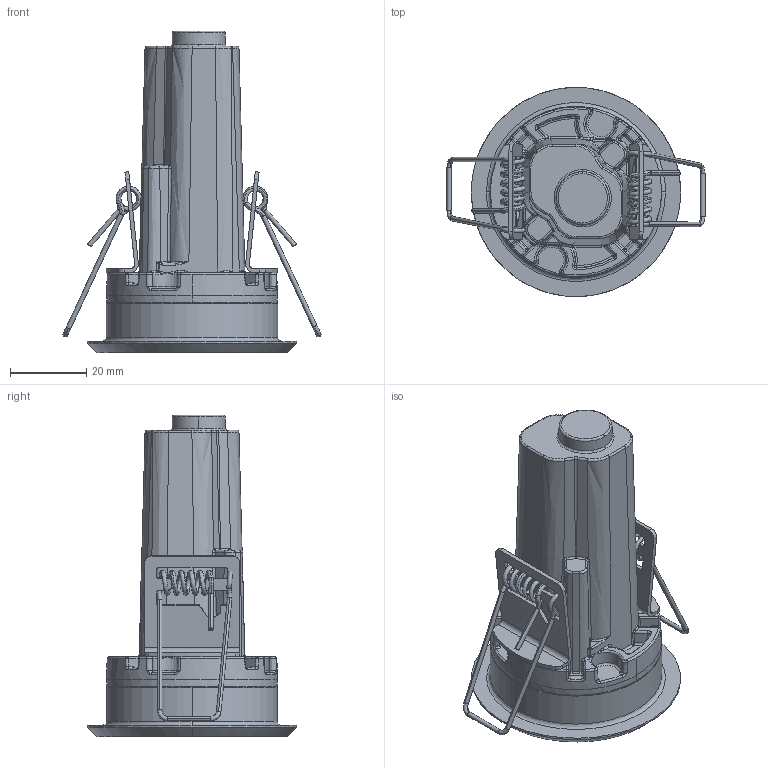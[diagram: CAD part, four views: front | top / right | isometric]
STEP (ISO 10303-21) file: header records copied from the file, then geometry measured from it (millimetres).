
FILE_DESCRIPTION(/* description */ (''),/* implementation_level */ '2;1');
FILE_NAME(/* name */ 'T408050_EGO 55 DL TONDO',/* time_stamp */ '2018-02-05T10:51:42+01:00',/* author */ (''),/* organization */ (''),/* preprocessor_version */ 'ST-DEVELOPER v15',/* originating_system */ '',/* authorisation */ '');
FILE_SCHEMA (('CONFIG_CONTROL_DESIGN'));
Length unit declared in the file: millimetre
Products named in the file (1): Document
Bounding box: 67.8 x 54.95 x 84.59 mm (x, y, z)
Volume: 23521.6 mm3; surface area: 24461.7 mm2
Topology: 8 solids, 11 shells, 743 faces, 1859 edges, 1013 vertices
Faces by surface type: bspline 608, plane 135
Entity records: 36918 total; most frequent: CARTESIAN_POINT 27347, ORIENTED_EDGE 3497, EDGE_CURVE 1764, VERTEX_POINT 1014, EDGE_LOOP 750, ADVANCED_FACE 739, FACE_OUTER_BOUND 739, B_SPLINE_CURVE_WITH_KNOTS 533
